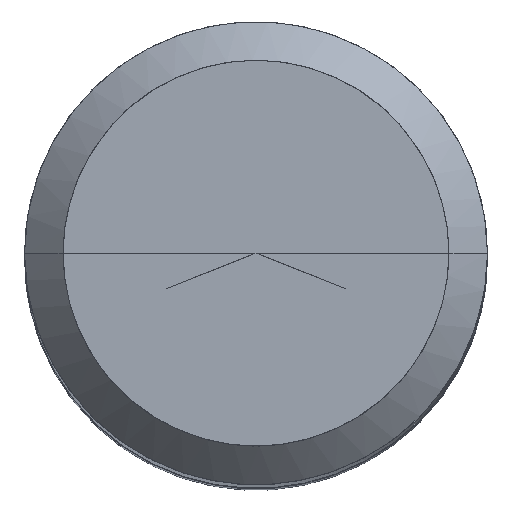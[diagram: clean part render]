
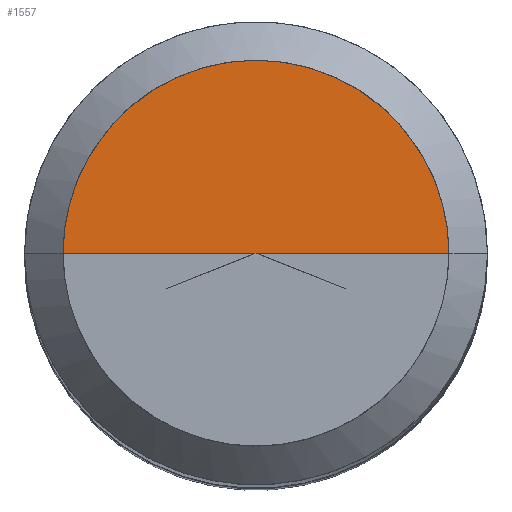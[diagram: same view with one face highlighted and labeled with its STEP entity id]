
A CAD part, top view. The second image highlights one B-rep face of the part: STEP entity #1557.
In plain terms, the highlighted free-form (B-spline) face has degree [1, 2] with [2, 5] control points.
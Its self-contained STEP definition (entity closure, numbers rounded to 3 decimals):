
#1227=CARTESIAN_POINT('',(5.0,0.0,45.0));
#1228=CARTESIAN_POINT('',(5.0,5.0,45.0));
#1229=CARTESIAN_POINT('',(0.0,5.0,45.0));
#1230=CARTESIAN_POINT('',(-5.0,5.0,45.0));
#1231=CARTESIAN_POINT('',(-5.0,0.0,45.0));
#1232=CARTESIAN_POINT('',(0.0,0.0,45.0));
#1542=(
BOUNDED_SURFACE()
B_SPLINE_SURFACE(1,2,(
(#1227,#1228,#1229,#1230,#1231),
(#1232,#1232,#1232,#1232,#1232)
), .UNSPECIFIED.,.F.,.F.,.F.)
B_SPLINE_SURFACE_WITH_KNOTS((2,2),(3,2,3),(
0.0,1.0),(
0.0,0.5,1.0), .UNSPECIFIED.)
GEOMETRIC_REPRESENTATION_ITEM()
RATIONAL_B_SPLINE_SURFACE(((1.0,0.707,1.0,0.707,1.0),
(1.0,0.707,1.0,0.707,1.0)
))
REPRESENTATION_ITEM('')
SURFACE()
);
#1543=(
BOUNDED_CURVE()
B_SPLINE_CURVE(2,(#1231,#1230,#1229,#1228,#1227),.UNSPECIFIED.,.F.,.F.)
B_SPLINE_CURVE_WITH_KNOTS((3,2,3),
(0.0,0.5,1.0),.UNSPECIFIED.)
CURVE()
GEOMETRIC_REPRESENTATION_ITEM()
RATIONAL_B_SPLINE_CURVE((1.0,0.707,1.0,0.707,1.0))
REPRESENTATION_ITEM('')
);
#1544=(
BOUNDED_CURVE()
B_SPLINE_CURVE(1,(#1227,#1232),.UNSPECIFIED.,.F.,.F.)
B_SPLINE_CURVE_WITH_KNOTS((2,2),
(0.0,1.0),.UNSPECIFIED.)
CURVE()
GEOMETRIC_REPRESENTATION_ITEM()
RATIONAL_B_SPLINE_CURVE((1.0,1.0))
REPRESENTATION_ITEM('')
);
#1545=(
BOUNDED_CURVE()
B_SPLINE_CURVE(1,(#1232,#1231),.UNSPECIFIED.,.F.,.F.)
B_SPLINE_CURVE_WITH_KNOTS((2,2),
(0.0,1.0),.UNSPECIFIED.)
CURVE()
GEOMETRIC_REPRESENTATION_ITEM()
RATIONAL_B_SPLINE_CURVE((1.0,1.0))
REPRESENTATION_ITEM('')
);
#1546=VERTEX_POINT('',#1227);
#1547=VERTEX_POINT('',#1231);
#1548=VERTEX_POINT('',#1232);
#1549=EDGE_CURVE('',#1547,#1546,#1543,.T.);
#1550=EDGE_CURVE('',#1546,#1548,#1544,.T.);
#1551=EDGE_CURVE('',#1548,#1547,#1545,.T.);
#1552=ORIENTED_EDGE('',*,*,#1549,.T.);
#1553=ORIENTED_EDGE('',*,*,#1550,.T.);
#1554=ORIENTED_EDGE('',*,*,#1551,.T.);
#1555=EDGE_LOOP('',(#1552,#1553,#1554));
#1556=FACE_OUTER_BOUND('',#1555,.T.);
#1557=ADVANCED_FACE('',(#1556),#1542,.T.);
